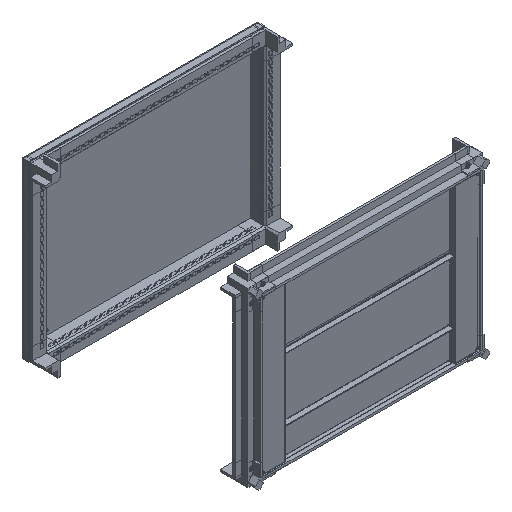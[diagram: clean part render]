
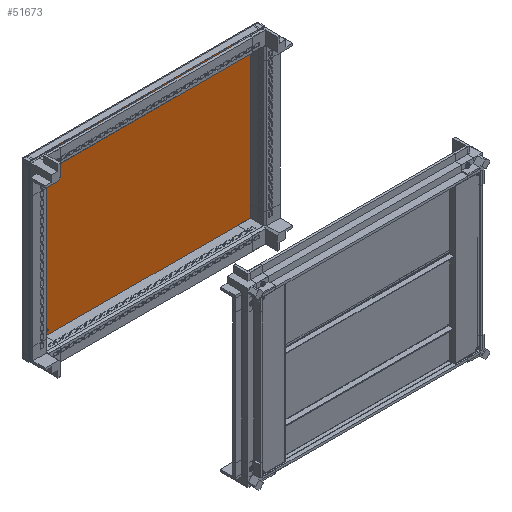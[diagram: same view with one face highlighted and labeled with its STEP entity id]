
A CAD part, isometric view. The second image highlights one B-rep face of the part: STEP entity #51673.
In plain terms, the highlighted planar face has unit normal (0, -1, 0).
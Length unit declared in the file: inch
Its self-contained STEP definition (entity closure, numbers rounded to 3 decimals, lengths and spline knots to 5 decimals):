
#4472 = DIRECTION ( 'NONE',  ( -1., 0., 0. ) ) ;
#5023 = FACE_BOUND ( 'NONE', #185492, .T. ) ;
#11556 = CARTESIAN_POINT ( 'NONE',  ( 0., 28.22142, 11.00386 ) ) ;
#14681 = AXIS2_PLACEMENT_3D ( 'NONE', #215605, #195802, #64667 ) ;
#16590 = CARTESIAN_POINT ( 'NONE',  ( 14.18307, 28.22142, -10.51181 ) ) ;
#21507 = DIRECTION ( 'NONE',  ( 1., 0., 0. ) ) ;
#24987 = DIRECTION ( 'NONE',  ( 0., 1., 0. ) ) ;
#29111 = LINE ( 'NONE', #11556, #68215 ) ;
#29749 = VERTEX_POINT ( 'NONE', #16590 ) ;
#30074 = EDGE_LOOP ( 'NONE', ( #139186 ) ) ;
#32755 = CARTESIAN_POINT ( 'NONE',  ( -14.71457, 28.22142, 10.51181 ) ) ;
#34782 = FACE_OUTER_BOUND ( 'NONE', #186326, .T. ) ;
#35859 = FACE_BOUND ( 'NONE', #99840, .T. ) ;
#36560 = ORIENTED_EDGE ( 'NONE', *, *, #183583, .T. ) ;
#46834 = DIRECTION ( 'NONE',  ( 1., 0., 0. ) ) ;
#51673 = ADVANCED_FACE ( 'NONE', ( #34782, #5023, #187804, #35859, #104107 ), #203219, .T. ) ;
#52176 = CARTESIAN_POINT ( 'NONE',  ( 14.94087, 28.22142, -11.00386 ) ) ;
#52350 = DIRECTION ( 'NONE',  ( 0., -1., 0. ) ) ;
#54737 = CARTESIAN_POINT ( 'NONE',  ( -14.44882, 28.22142, 10.51181 ) ) ;
#57846 = DIRECTION ( 'NONE',  ( 0., 0., 1. ) ) ;
#58591 = CARTESIAN_POINT ( 'NONE',  ( -14.44882, 28.22142, -10.51181 ) ) ;
#63748 = EDGE_CURVE ( 'NONE', #149282, #213099, #29111, .T. ) ;
#64667 = DIRECTION ( 'NONE',  ( -1., 0., 0. ) ) ;
#66965 = CIRCLE ( 'NONE', #130304, 0.26575 ) ;
#67331 = VECTOR ( 'NONE', #121895, 39.37008 ) ;
#67838 = CARTESIAN_POINT ( 'NONE',  ( 14.94087, 28.22142, 11.00386 ) ) ;
#67929 = VERTEX_POINT ( 'NONE', #148321 ) ;
#68215 = VECTOR ( 'NONE', #78676, 39.37008 ) ;
#73352 = ORIENTED_EDGE ( 'NONE', *, *, #81957, .T. ) ;
#77608 = CARTESIAN_POINT ( 'NONE',  ( 14.94087, 28.22142, 0. ) ) ;
#78676 = DIRECTION ( 'NONE',  ( -1., 0., 0. ) ) ;
#81957 = EDGE_CURVE ( 'NONE', #67929, #67929, #157485, .T. ) ;
#85468 = CIRCLE ( 'NONE', #159421, 0.26575 ) ;
#88823 = DIRECTION ( 'NONE',  ( -1., 0., 0. ) ) ;
#90505 = DIRECTION ( 'NONE',  ( 0., 1., 0. ) ) ;
#94012 = VECTOR ( 'NONE', #46834, 39.37008 ) ;
#98456 = CARTESIAN_POINT ( 'NONE',  ( -14.94087, 28.22142, 11.00386 ) ) ;
#99840 = EDGE_LOOP ( 'NONE', ( #73352 ) ) ;
#102183 = ORIENTED_EDGE ( 'NONE', *, *, #116990, .T. ) ;
#104107 = FACE_BOUND ( 'NONE', #30074, .T. ) ;
#105729 = DIRECTION ( 'NONE',  ( 0., 1., 0. ) ) ;
#106674 = ORIENTED_EDGE ( 'NONE', *, *, #63748, .T. ) ;
#111999 = VECTOR ( 'NONE', #57846, 39.37008 ) ;
#113021 = CARTESIAN_POINT ( 'NONE',  ( 0., 28.22142, -11.00386 ) ) ;
#113918 = EDGE_CURVE ( 'NONE', #163256, #163256, #85468, .T. ) ;
#116972 = CARTESIAN_POINT ( 'NONE',  ( -14.94087, 28.22142, -11.00386 ) ) ;
#116990 = EDGE_CURVE ( 'NONE', #212569, #209157, #198790, .T. ) ;
#121895 = DIRECTION ( 'NONE',  ( 0., 0., -1. ) ) ;
#130223 = CARTESIAN_POINT ( 'NONE',  ( 14.18307, 28.22142, 10.51181 ) ) ;
#130304 = AXIS2_PLACEMENT_3D ( 'NONE', #54737, #24987, #88823 ) ;
#137914 = EDGE_CURVE ( 'NONE', #209157, #149282, #143752, .T. ) ;
#139186 = ORIENTED_EDGE ( 'NONE', *, *, #202323, .T. ) ;
#143752 = LINE ( 'NONE', #77608, #111999 ) ;
#148321 = CARTESIAN_POINT ( 'NONE',  ( -14.71457, 28.22142, -10.51181 ) ) ;
#148397 = VERTEX_POINT ( 'NONE', #32755 ) ;
#149282 = VERTEX_POINT ( 'NONE', #67838 ) ;
#152542 = CARTESIAN_POINT ( 'NONE',  ( 0., 28.22142, 0. ) ) ;
#154885 = CARTESIAN_POINT ( 'NONE',  ( -14.94087, 28.22142, 0. ) ) ;
#157485 = CIRCLE ( 'NONE', #192716, 0.26575 ) ;
#159421 = AXIS2_PLACEMENT_3D ( 'NONE', #205936, #105729, #4472 ) ;
#163256 = VERTEX_POINT ( 'NONE', #130223 ) ;
#163857 = ORIENTED_EDGE ( 'NONE', *, *, #113918, .T. ) ;
#171433 = LINE ( 'NONE', #154885, #67331 ) ;
#174231 = DIRECTION ( 'NONE',  ( -1., 0., 0. ) ) ;
#182320 = AXIS2_PLACEMENT_3D ( 'NONE', #152542, #52350, #21507 ) ;
#183583 = EDGE_CURVE ( 'NONE', #213099, #212569, #171433, .T. ) ;
#185492 = EDGE_LOOP ( 'NONE', ( #198454 ) ) ;
#186326 = EDGE_LOOP ( 'NONE', ( #198008, #106674, #36560, #102183 ) ) ;
#187804 = FACE_BOUND ( 'NONE', #215454, .T. ) ;
#190056 = EDGE_CURVE ( 'NONE', #29749, #29749, #208209, .T. ) ;
#192716 = AXIS2_PLACEMENT_3D ( 'NONE', #58591, #90505, #174231 ) ;
#195802 = DIRECTION ( 'NONE',  ( 0., 1., 0. ) ) ;
#198008 = ORIENTED_EDGE ( 'NONE', *, *, #137914, .T. ) ;
#198454 = ORIENTED_EDGE ( 'NONE', *, *, #190056, .T. ) ;
#198790 = LINE ( 'NONE', #113021, #94012 ) ;
#202323 = EDGE_CURVE ( 'NONE', #148397, #148397, #66965, .T. ) ;
#203219 = PLANE ( 'NONE',  #182320 ) ;
#205936 = CARTESIAN_POINT ( 'NONE',  ( 14.44882, 28.22142, 10.51181 ) ) ;
#208209 = CIRCLE ( 'NONE', #14681, 0.26575 ) ;
#209157 = VERTEX_POINT ( 'NONE', #52176 ) ;
#212569 = VERTEX_POINT ( 'NONE', #116972 ) ;
#213099 = VERTEX_POINT ( 'NONE', #98456 ) ;
#215454 = EDGE_LOOP ( 'NONE', ( #163857 ) ) ;
#215605 = CARTESIAN_POINT ( 'NONE',  ( 14.44882, 28.22142, -10.51181 ) ) ;
